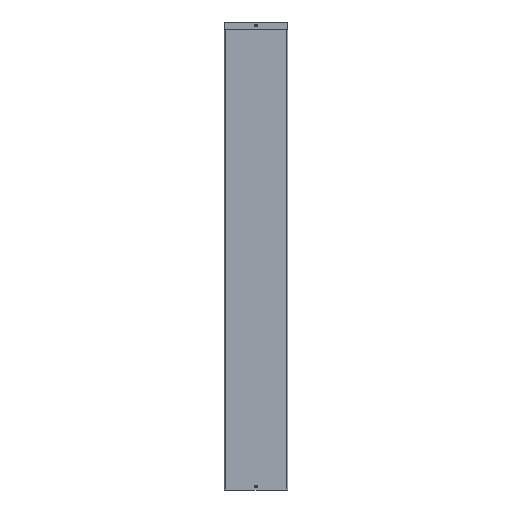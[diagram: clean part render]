
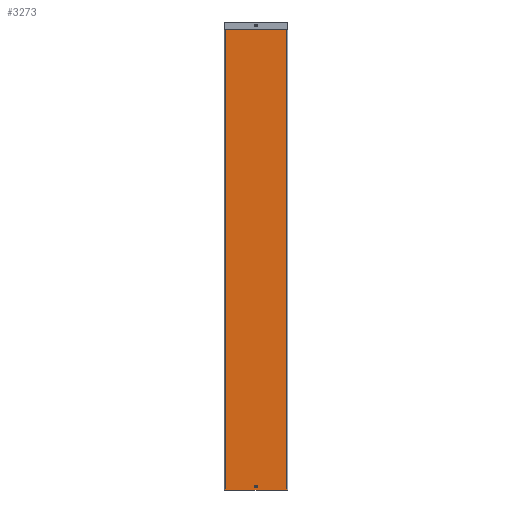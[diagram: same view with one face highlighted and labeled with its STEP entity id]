
A CAD part, front view. The second image highlights one B-rep face of the part: STEP entity #3273.
In plain terms, the highlighted planar face has unit normal (0, -1, 0).
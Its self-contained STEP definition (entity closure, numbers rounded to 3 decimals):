
#48 = EDGE_CURVE ( 'NONE', #2323, #3218, #3915, .T. ) ;
#53 = EDGE_CURVE ( 'NONE', #368, #3396, #1971, .T. ) ;
#100 = FACE_OUTER_BOUND ( 'NONE', #2764, .T. ) ;
#143 = AXIS2_PLACEMENT_3D ( 'NONE', #1424, #1431, #1419 ) ;
#368 = VERTEX_POINT ( 'NONE', #2846 ) ;
#465 = AXIS2_PLACEMENT_3D ( 'NONE', #2888, #2893, #2905 ) ;
#526 = VERTEX_POINT ( 'NONE', #3327 ) ;
#591 = CARTESIAN_POINT ( 'NONE',  ( -201., 0., 3000. ) ) ;
#597 = DIRECTION ( 'NONE',  ( 0., 0., -1. ) ) ;
#792 = VECTOR ( 'NONE', #3372, 1000. ) ;
#910 = ORIENTED_EDGE ( 'NONE', *, *, #3222, .F. ) ;
#982 = ORIENTED_EDGE ( 'NONE', *, *, #2191, .T. ) ;
#1002 = VECTOR ( 'NONE', #2961, 1000. ) ;
#1193 = VERTEX_POINT ( 'NONE', #3356 ) ;
#1324 = AXIS2_PLACEMENT_3D ( 'NONE', #3465, #3494, #3487 ) ;
#1419 = DIRECTION ( 'NONE',  ( 1., 0., 0. ) ) ;
#1424 = CARTESIAN_POINT ( 'NONE',  ( 2.996, 0., 24.001 ) ) ;
#1431 = DIRECTION ( 'NONE',  ( 0., -1., 0. ) ) ;
#1462 = EDGE_CURVE ( 'NONE', #2375, #1984, #2468, .T. ) ;
#1499 = VECTOR ( 'NONE', #3047, 1000. ) ;
#1635 = ORIENTED_EDGE ( 'NONE', *, *, #48, .F. ) ;
#1689 = VECTOR ( 'NONE', #597, 1000. ) ;
#1742 = EDGE_CURVE ( 'NONE', #3218, #368, #3165, .T. ) ;
#1971 = CIRCLE ( 'NONE', #3464, 7.098 ) ;
#1984 = VERTEX_POINT ( 'NONE', #2195 ) ;
#1990 = LINE ( 'NONE', #3207, #1499 ) ;
#2083 = ORIENTED_EDGE ( 'NONE', *, *, #2407, .T. ) ;
#2155 = VECTOR ( 'NONE', #3403, 1000. ) ;
#2191 = EDGE_CURVE ( 'NONE', #3264, #2375, #2388, .T. ) ;
#2195 = CARTESIAN_POINT ( 'NONE',  ( -201., 0., 0. ) ) ;
#2237 = EDGE_CURVE ( 'NONE', #3264, #526, #1990, .T. ) ;
#2314 = ORIENTED_EDGE ( 'NONE', *, *, #53, .F. ) ;
#2323 = VERTEX_POINT ( 'NONE', #3097 ) ;
#2375 = VERTEX_POINT ( 'NONE', #3620 ) ;
#2388 = LINE ( 'NONE', #3091, #1002 ) ;
#2407 = EDGE_CURVE ( 'NONE', #1984, #526, #2441, .T. ) ;
#2441 = LINE ( 'NONE', #3569, #2623 ) ;
#2468 = LINE ( 'NONE', #591, #1689 ) ;
#2493 = ORIENTED_EDGE ( 'NONE', *, *, #3093, .F. ) ;
#2563 = ORIENTED_EDGE ( 'NONE', *, *, #1742, .F. ) ;
#2623 = VECTOR ( 'NONE', #3573, 1000. ) ;
#2764 = EDGE_LOOP ( 'NONE', ( #3549, #982, #3126, #2083 ) ) ;
#2846 = CARTESIAN_POINT ( 'NONE',  ( 10.094, 0., 24.001 ) ) ;
#2888 = CARTESIAN_POINT ( 'NONE',  ( -3.004, 0., 24.001 ) ) ;
#2893 = DIRECTION ( 'NONE',  ( 0., -1., 0. ) ) ;
#2905 = DIRECTION ( 'NONE',  ( 1., 0., 0. ) ) ;
#2961 = DIRECTION ( 'NONE',  ( -1., 0., 0. ) ) ;
#3047 = DIRECTION ( 'NONE',  ( 0., 0., -1. ) ) ;
#3058 = LINE ( 'NONE', #3386, #2155 ) ;
#3091 = CARTESIAN_POINT ( 'NONE',  ( -202., 0., 2948.764 ) ) ;
#3093 = EDGE_CURVE ( 'NONE', #1193, #2323, #3685, .T. ) ;
#3097 = CARTESIAN_POINT ( 'NONE',  ( -3.004, 0., 16.903 ) ) ;
#3119 = DIRECTION ( 'NONE',  ( 1., 0., 0. ) ) ;
#3126 = ORIENTED_EDGE ( 'NONE', *, *, #1462, .T. ) ;
#3141 = DIRECTION ( 'NONE',  ( 0., -1., 0. ) ) ;
#3157 = CARTESIAN_POINT ( 'NONE',  ( 2.996, 0., 24.001 ) ) ;
#3165 = CIRCLE ( 'NONE', #143, 7.098 ) ;
#3207 = CARTESIAN_POINT ( 'NONE',  ( 201., 0., 3000. ) ) ;
#3218 = VERTEX_POINT ( 'NONE', #3239 ) ;
#3222 = EDGE_CURVE ( 'NONE', #3396, #1193, #3058, .T. ) ;
#3239 = CARTESIAN_POINT ( 'NONE',  ( 2.996, 0., 16.903 ) ) ;
#3264 = VERTEX_POINT ( 'NONE', #3469 ) ;
#3273 = ADVANCED_FACE ( 'NONE', ( #100, #3728 ), #3395, .F. ) ;
#3327 = CARTESIAN_POINT ( 'NONE',  ( 201., 0., 0. ) ) ;
#3340 = CARTESIAN_POINT ( 'NONE',  ( -0.004, 0., 16.903 ) ) ;
#3356 = CARTESIAN_POINT ( 'NONE',  ( -3.004, 0., 31.099 ) ) ;
#3372 = DIRECTION ( 'NONE',  ( 1., 0., 0. ) ) ;
#3386 = CARTESIAN_POINT ( 'NONE',  ( -0.004, 0., 31.099 ) ) ;
#3395 = PLANE ( 'NONE',  #1324 ) ;
#3396 = VERTEX_POINT ( 'NONE', #3662 ) ;
#3403 = DIRECTION ( 'NONE',  ( -1., 0., 0. ) ) ;
#3464 = AXIS2_PLACEMENT_3D ( 'NONE', #3157, #3141, #3119 ) ;
#3465 = CARTESIAN_POINT ( 'NONE',  ( -202., 0., 3000. ) ) ;
#3469 = CARTESIAN_POINT ( 'NONE',  ( 201., 0., 2948.764 ) ) ;
#3487 = DIRECTION ( 'NONE',  ( 0., 0., 1. ) ) ;
#3494 = DIRECTION ( 'NONE',  ( 0., 1., 0. ) ) ;
#3549 = ORIENTED_EDGE ( 'NONE', *, *, #2237, .F. ) ;
#3569 = CARTESIAN_POINT ( 'NONE',  ( -202., 0., 0. ) ) ;
#3573 = DIRECTION ( 'NONE',  ( 1., 0., 0. ) ) ;
#3620 = CARTESIAN_POINT ( 'NONE',  ( -201., 0., 2948.764 ) ) ;
#3662 = CARTESIAN_POINT ( 'NONE',  ( 2.996, 0., 31.099 ) ) ;
#3685 = CIRCLE ( 'NONE', #465, 7.098 ) ;
#3728 = FACE_BOUND ( 'NONE', #3966, .T. ) ;
#3915 = LINE ( 'NONE', #3340, #792 ) ;
#3966 = EDGE_LOOP ( 'NONE', ( #910, #2314, #2563, #1635, #2493 ) ) ;
